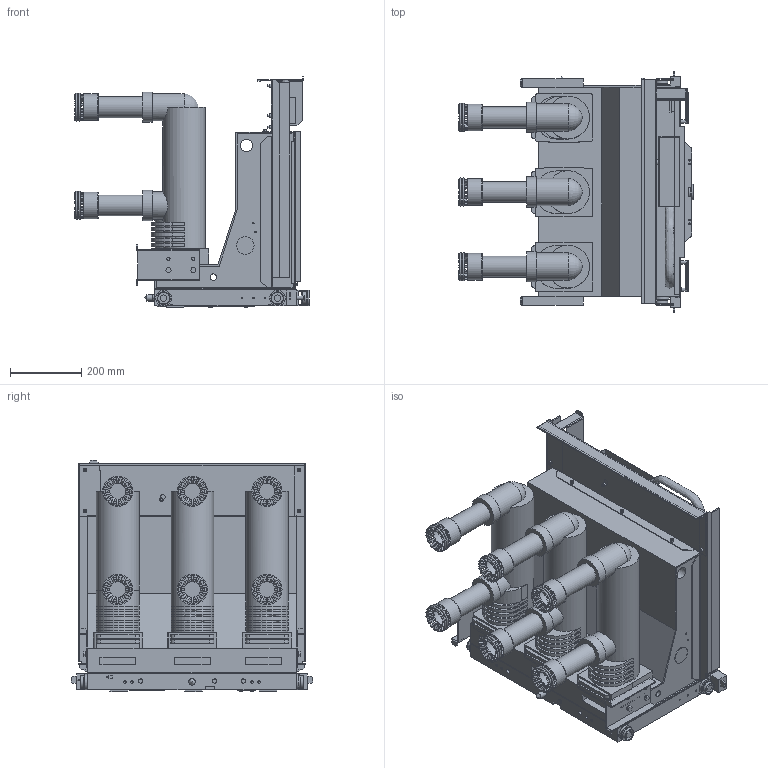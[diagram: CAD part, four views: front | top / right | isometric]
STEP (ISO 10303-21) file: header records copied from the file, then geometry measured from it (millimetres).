
FILE_DESCRIPTION(('STEP AP203'), '1');
FILE_NAME('Âàêóóìíûé âûêëþ÷àòåëü ESQ BB (D) 12 1250-25-210 ÓÇ', '', ('UNSPECIFIED'), ('UNSPECIFIED'), 'C3D Converter', 'C3D Toolkit', '');
FILE_SCHEMA(('CONFIG_CONTROL_DESIGN'));
Length unit declared in the file: millimetre
Bounding box: 660.5 x 679 x 651 mm (x, y, z)
Volume: 88594093 mm3; surface area: 3870430.3 mm2
Topology: 97 solids, 97 shells, 5134 faces, 13724 edges, 9106 vertices
Faces by surface type: plane 2802, extrusion 1805, cylinder 502, revolution 12, torus 7, cone 5, bspline 1
Full cylindrical faces by diameter (mm): 4 x11, 4.5 x5, 5.5 x3, 6 x11, 7 x4, 8 x2, 9 x13, 9.5 x4, 10 x11, 11 x6, 12 x5, 13 x4, 14 x2, 16 x2, 18 x8, 20 x1, 24 x1, 26 x2, 32.5 x4, 34.5 x1, 36 x4, 36.5 x1, 37 x1, 38 x1, 44 x5, 45 x6, 49 x2, 59 x6, 74 x6, 75 x6
Entity records: 205426 total; most frequent: CARTESIAN_POINT 42138, ORIENTED_EDGE 27074, DIRECTION 19480, EDGE_CURVE 13537, VECTOR 10594, VERTEX_POINT 9093, LINE 8789, EDGE_LOOP 5688
